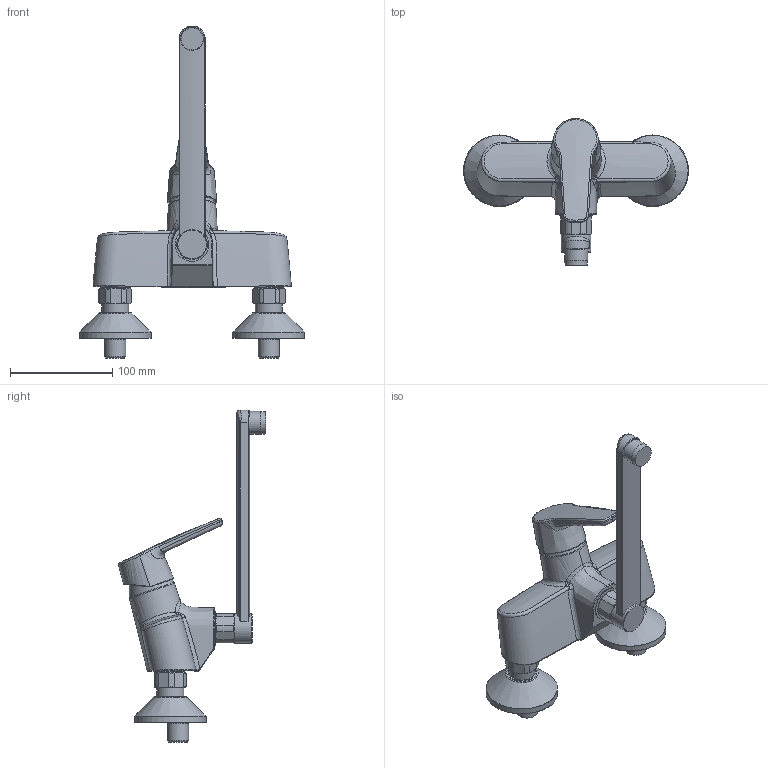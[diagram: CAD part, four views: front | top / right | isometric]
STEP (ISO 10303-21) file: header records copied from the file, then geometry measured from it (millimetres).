
FILE_DESCRIPTION (( 'STEP AP203' ), '1' );
FILE_NAME ('3937Y(2016)+51622193.STEP', '2017-03-09T05:51:26', ( '' ), ( '' ), 'SwSTEP 2.0', 'SolidWorks 2016', '' );
FILE_SCHEMA (( 'CONFIG_CONTROL_DESIGN' ));
Length unit declared in the file: millimetre
Products named in the file (1): 3937Y(2016)+51622193
Bounding box: 220 x 143.89 x 324.5 mm (x, y, z)
Volume: 730009.8 mm3; surface area: 113435.6 mm2
Topology: 1 solids, 3 shells, 255 faces, 599 edges, 374 vertices
Faces by surface type: bspline 84, plane 59, cone 55, cylinder 52, torus 5
Full cylindrical faces by diameter (mm): 12.5 x2, 20.6 x2, 21.2 x2, 22.471 x1, 24 x2, 26 x2, 26.2 x4, 26.441 x1, 29 x3, 33 x1, 69.2 x2, 70 x2
Entity records: 32692 total; most frequent: CARTESIAN_POINT 27908, ORIENTED_EDGE 1046, DIRECTION 743, EDGE_CURVE 523, VERTEX_POINT 350, AXIS2_PLACEMENT_3D 343, EDGE_LOOP 331, B_SPLINE_CURVE_WITH_KNOTS 291
